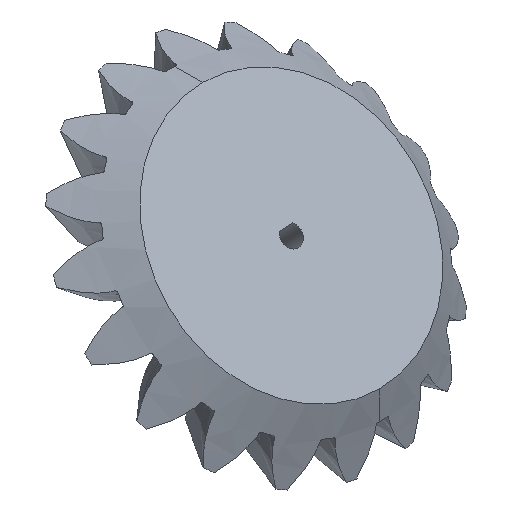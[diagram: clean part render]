
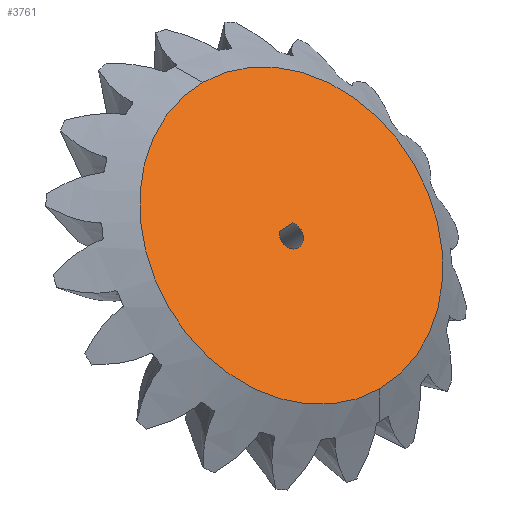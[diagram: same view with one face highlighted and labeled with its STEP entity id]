
A CAD part, isometric view. The second image highlights one B-rep face of the part: STEP entity #3761.
In plain terms, the highlighted planar face has unit normal (0.022, -0.707, 0.707).
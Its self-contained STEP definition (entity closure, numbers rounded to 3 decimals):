
#1582=CARTESIAN_POINT('',(-0.707,22.263,
-22.274));
#1583=DIRECTION('',(0.022,-0.707,0.707));
#1584=DIRECTION('',(0.,-0.707,-0.707));
#1585=AXIS2_PLACEMENT_3D('',#1582,#1583,#1584);
#1587=CARTESIAN_POINT('',(-0.707,22.263,
-22.274));
#1588=DIRECTION('',(0.022,-0.707,0.707));
#1589=DIRECTION('',(0.,0.707,0.707));
#1590=AXIS2_PLACEMENT_3D('',#1587,#1588,#1589);
#1592=CARTESIAN_POINT('',(-0.707,22.263,
-22.274));
#1593=DIRECTION('',(-0.022,0.707,-0.707));
#1594=DIRECTION('',(0.664,0.539,0.518));
#1595=AXIS2_PLACEMENT_3D('',#1592,#1593,#1594);
#1597=DIRECTION('',(0.998,0.051,0.02));
#1598=VECTOR('',#1597,3.505);
#1599=CARTESIAN_POINT('',(-2.546,23.431,
-21.048));
#1600=LINE('',#1599,#1598);
#3597=CARTESIAN_POINT('',(-0.707,44.542,
-0.006));
#3599=VERTEX_POINT('',#3597);
#3601=CARTESIAN_POINT('',(-0.707,-0.017,
-44.542));
#3603=VERTEX_POINT('',#3601);
#3605=CARTESIAN_POINT('',(0.953,23.611,
-20.979));
#3606=CARTESIAN_POINT('',(-2.546,23.431,
-21.048));
#3607=VERTEX_POINT('',#3605);
#3608=VERTEX_POINT('',#3606);
#3745=CARTESIAN_POINT('',(-1.414,44.525,0.));
#3746=DIRECTION('',(-0.022,0.707,-0.707));
#3747=DIRECTION('',(0.,0.707,0.707));
#3748=AXIS2_PLACEMENT_3D('',#3745,#3746,#3747);
#3749=PLANE('',#3748);
#3751=ORIENTED_EDGE('',*,*,#3750,.F.);
#3752=ORIENTED_EDGE('',*,*,#3700,.F.);
#3753=EDGE_LOOP('',(#3751,#3752));
#3754=FACE_OUTER_BOUND('',#3753,.F.);
#3756=ORIENTED_EDGE('',*,*,#3755,.F.);
#3758=ORIENTED_EDGE('',*,*,#3757,.F.);
#3759=EDGE_LOOP('',(#3756,#3758));
#3760=FACE_BOUND('',#3759,.F.);
#3761=ADVANCED_FACE('',(#3754,#3760),#3749,.F.);
#1586=CIRCLE('',#1585,31.5);
#1591=CIRCLE('',#1590,31.5);
#1596=CIRCLE('',#1595,2.5);
#3700=EDGE_CURVE('',#3599,#3603,#1591,.T.);
#3750=EDGE_CURVE('',#3603,#3599,#1586,.T.);
#3755=EDGE_CURVE('',#3607,#3608,#1596,.T.);
#3757=EDGE_CURVE('',#3608,#3607,#1600,.T.);
